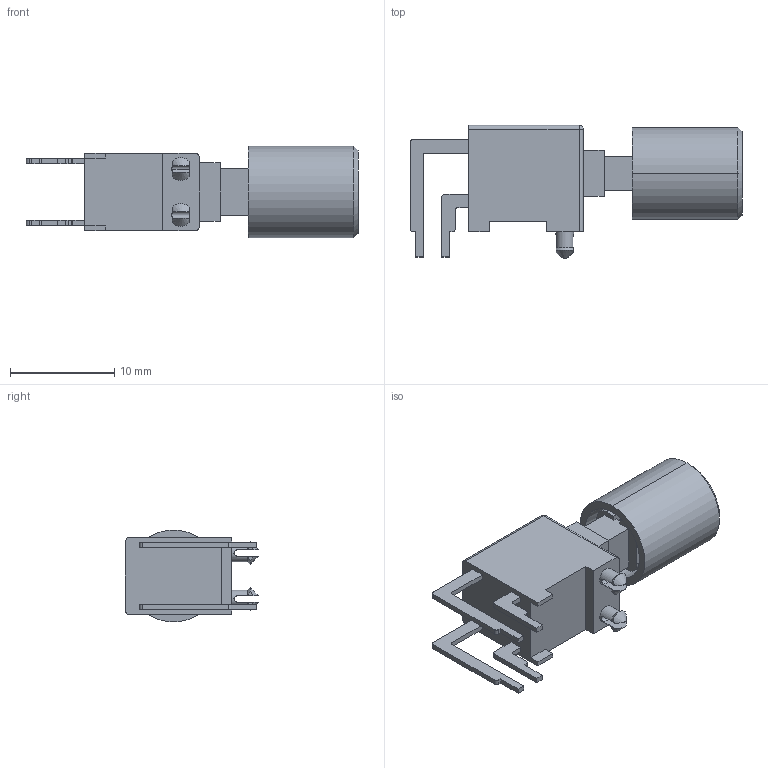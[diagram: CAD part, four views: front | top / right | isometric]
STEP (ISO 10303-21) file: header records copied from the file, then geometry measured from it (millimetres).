
FILE_DESCRIPTION (( 'STEP AP214' ), '1' );
FILE_NAME ('PB400OAQR1BLK.STEP', '2023-03-07T02:37:17', ( '' ), ( '' ), 'SwSTEP 2.0', 'SolidWorks 2017', '' );
FILE_SCHEMA (( 'AUTOMOTIVE_DESIGN' ));
Length unit declared in the file: millimetre
Products named in the file (2): PB400OAQR1BLK_PB400OAQR1BLK; PB400OAQR1BLK
Assembly tree (1 placements, depth 2):
  PB400OAQR1BLK
    PB400OAQR1BLK_PB400OAQR1BLK
Bounding box: 31.81 x 12.75 x 8.8 mm (x, y, z)
Volume: 1339.8 mm3; surface area: 1714.3 mm2
Topology: 1 solids, 1 shells, 166 faces, 455 edges, 293 vertices
Faces by surface type: plane 121, cylinder 32, cone 10, bspline 3
Entity records: 5371 total; most frequent: CARTESIAN_POINT 1124, ORIENTED_EDGE 904, DIRECTION 822, EDGE_CURVE 452, VECTOR 344, LINE 344, VERTEX_POINT 293, AXIS2_PLACEMENT_3D 239
